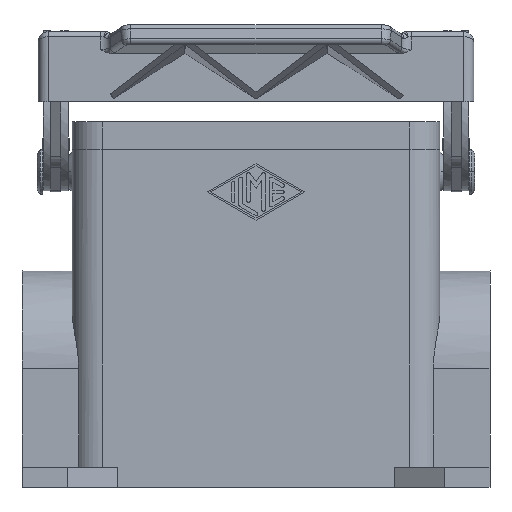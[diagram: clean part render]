
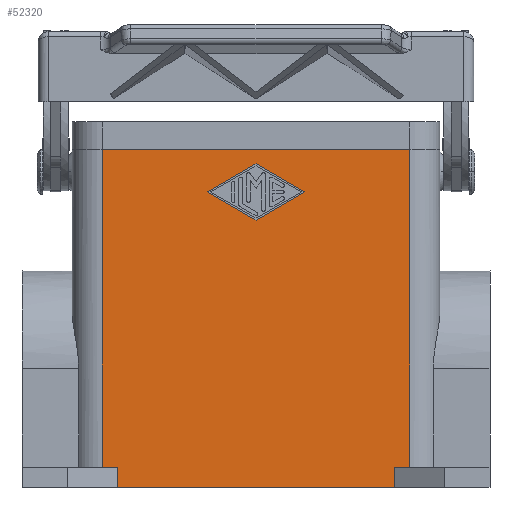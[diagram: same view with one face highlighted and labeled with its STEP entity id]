
A CAD part, front view. The second image highlights one B-rep face of the part: STEP entity #52320.
In plain terms, the highlighted planar face has unit normal (0, -1, 0).
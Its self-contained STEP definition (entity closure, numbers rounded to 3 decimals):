
#43840=CARTESIAN_POINT('',(0.,-21.75,9.375));
#43850=VERTEX_POINT('',#43840);
#43900=CARTESIAN_POINT('',(0.,-21.75,9.375));
#43910=DIRECTION('',(-0.866,0.,0.5));
#43920=VECTOR('',#43910,11.256);
#43930=LINE('',#43900,#43920);
#43940=CARTESIAN_POINT('',(-9.75,-21.75,15.));
#43950=VERTEX_POINT('',#43940);
#43960=EDGE_CURVE('',#43850,#43950,#43930,.T.);
#44240=CARTESIAN_POINT('',(9.75,-21.75,15.));
#44250=VERTEX_POINT('',#44240);
#44300=CARTESIAN_POINT('',(9.75,-21.75,15.));
#44310=DIRECTION('',(-0.866,0.,-0.5));
#44320=VECTOR('',#44310,11.256);
#44330=LINE('',#44300,#44320);
#44340=EDGE_CURVE('',#44250,#43850,#44330,.T.);
#44550=CARTESIAN_POINT('',(0.,-21.75,20.625));
#44560=VERTEX_POINT('',#44550);
#44610=CARTESIAN_POINT('',(0.,-21.75,20.625));
#44620=DIRECTION('',(0.866,0.,-0.5));
#44630=VECTOR('',#44620,11.256);
#44640=LINE('',#44610,#44630);
#44650=EDGE_CURVE('',#44560,#44250,#44640,.T.);
#44830=CARTESIAN_POINT('',(-9.75,-21.75,15.));
#44840=DIRECTION('',(0.866,0.,0.5));
#44850=VECTOR('',#44840,11.256);
#44860=LINE('',#44830,#44850);
#44870=EDGE_CURVE('',#43950,#44560,#44860,.T.);
#51550=CARTESIAN_POINT('',(27.75,-21.75,-44.));
#51560=DIRECTION('',(0.,-1.,0.));
#51570=DIRECTION('',(0.,0.,-1.));
#51580=AXIS2_PLACEMENT_3D('',#51550,#51560,#51570);
#51590=PLANE('',#51580);
#51600=CARTESIAN_POINT('',(-27.75,-21.75,-40.));
#51610=DIRECTION('',(-1.,0.,0.));
#51620=VECTOR('',#51610,3.);
#51630=LINE('',#51600,#51620);
#51640=CARTESIAN_POINT('',(-27.75,-21.75,-40.));
#51650=VERTEX_POINT('',#51640);
#51660=CARTESIAN_POINT('',(-30.75,-21.75,-40.));
#51670=VERTEX_POINT('',#51660);
#51680=EDGE_CURVE('',#51650,#51670,#51630,.T.);
#51690=ORIENTED_EDGE('',*,*,#51680,.F.);
#51700=CARTESIAN_POINT('',(-30.75,-21.75,-40.));
#51710=DIRECTION('',(0.,0.,1.));
#51720=VECTOR('',#51710,63.5);
#51730=LINE('',#51700,#51720);
#51740=CARTESIAN_POINT('',(-30.75,-21.75,23.5));
#51750=VERTEX_POINT('',#51740);
#51760=EDGE_CURVE('',#51670,#51750,#51730,.T.);
#51770=ORIENTED_EDGE('',*,*,#51760,.F.);
#51780=CARTESIAN_POINT('',(30.75,-21.75,23.5));
#51790=DIRECTION('',(-1.,0.,0.));
#51800=VECTOR('',#51790,61.5);
#51810=LINE('',#51780,#51800);
#51820=CARTESIAN_POINT('',(30.75,-21.75,23.5));
#51830=VERTEX_POINT('',#51820);
#51840=EDGE_CURVE('',#51830,#51750,#51810,.T.);
#51850=ORIENTED_EDGE('',*,*,#51840,.T.);
#51860=CARTESIAN_POINT('',(30.75,-21.75,-40.));
#51870=DIRECTION('',(0.,0.,1.));
#51880=VECTOR('',#51870,63.5);
#51890=LINE('',#51860,#51880);
#51900=CARTESIAN_POINT('',(30.75,-21.75,-40.));
#51910=VERTEX_POINT('',#51900);
#51920=EDGE_CURVE('',#51910,#51830,#51890,.T.);
#51930=ORIENTED_EDGE('',*,*,#51920,.T.);
#51940=CARTESIAN_POINT('',(30.75,-21.75,-40.));
#51950=DIRECTION('',(-1.,0.,0.));
#51960=VECTOR('',#51950,3.);
#51970=LINE('',#51940,#51960);
#51980=CARTESIAN_POINT('',(27.75,-21.75,-40.));
#51990=VERTEX_POINT('',#51980);
#52000=EDGE_CURVE('',#51910,#51990,#51970,.T.);
#52010=ORIENTED_EDGE('',*,*,#52000,.F.);
#52020=CARTESIAN_POINT('',(27.75,-21.75,-44.));
#52030=DIRECTION('',(0.,0.,1.));
#52040=VECTOR('',#52030,4.);
#52050=LINE('',#52020,#52040);
#52060=CARTESIAN_POINT('',(27.75,-21.75,-44.));
#52070=VERTEX_POINT('',#52060);
#52080=EDGE_CURVE('',#52070,#51990,#52050,.T.);
#52090=ORIENTED_EDGE('',*,*,#52080,.T.);
#52100=CARTESIAN_POINT('',(27.75,-21.75,-44.));
#52110=DIRECTION('',(-1.,0.,0.));
#52120=VECTOR('',#52110,55.5);
#52130=LINE('',#52100,#52120);
#52140=CARTESIAN_POINT('',(-27.75,-21.75,-44.));
#52150=VERTEX_POINT('',#52140);
#52160=EDGE_CURVE('',#52070,#52150,#52130,.T.);
#52170=ORIENTED_EDGE('',*,*,#52160,.F.);
#52180=CARTESIAN_POINT('',(-27.75,-21.75,-44.));
#52190=DIRECTION('',(0.,0.,1.));
#52200=VECTOR('',#52190,4.);
#52210=LINE('',#52180,#52200);
#52220=EDGE_CURVE('',#52150,#51650,#52210,.T.);
#52230=ORIENTED_EDGE('',*,*,#52220,.F.);
#52240=EDGE_LOOP('',(#52230,#52170,#52090,#52010,#51930,#51850,#51770,
#51690));
#52250=FACE_OUTER_BOUND('',#52240,.T.);
#52260=ORIENTED_EDGE('',*,*,#44340,.T.);
#52270=ORIENTED_EDGE('',*,*,#44650,.T.);
#52280=ORIENTED_EDGE('',*,*,#44870,.T.);
#52290=ORIENTED_EDGE('',*,*,#43960,.T.);
#52300=EDGE_LOOP('',(#52290,#52280,#52270,#52260));
#52310=FACE_BOUND('',#52300,.T.);
#52320=ADVANCED_FACE('',(#52250,#52310),#51590,.T.);
